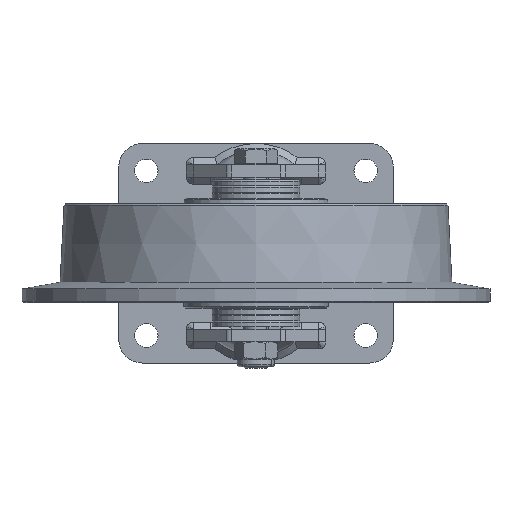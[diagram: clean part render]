
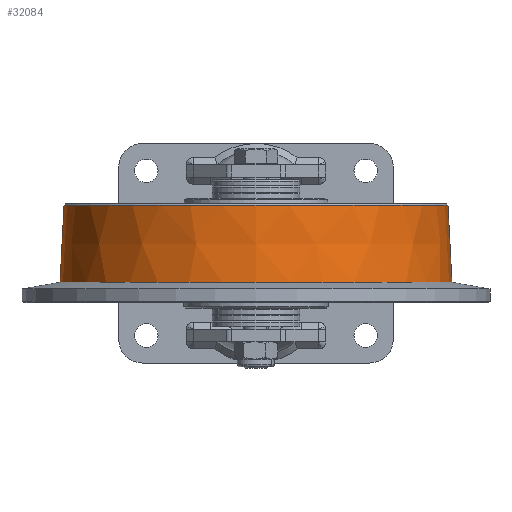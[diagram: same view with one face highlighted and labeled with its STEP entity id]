
A CAD part, front view. The second image highlights one B-rep face of the part: STEP entity #32084.
In plain terms, the highlighted conical face has half-angle 3 degrees and reference radius 125 mm.
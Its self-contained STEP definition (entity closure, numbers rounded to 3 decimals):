
#141 = AXIS2_PLACEMENT_3D ( 'NONE', #8785, #12204, #22632 ) ;
#4502 = DIRECTION ( 'NONE',  ( 0., 0., -1. ) ) ;
#7169 = CARTESIAN_POINT ( 'NONE',  ( 125., -180., -18.5 ) ) ;
#8350 = EDGE_CURVE ( 'NONE', #8896, #13801, #12197, .T. ) ;
#8785 = CARTESIAN_POINT ( 'NONE',  ( 0., -180., -18.5 ) ) ;
#8896 = VERTEX_POINT ( 'NONE', #31453 ) ;
#9579 = ORIENTED_EDGE ( 'NONE', *, *, #19676, .T. ) ;
#11351 = DIRECTION ( 'NONE',  ( -0.052, 0., -0.999 ) ) ;
#11390 = ORIENTED_EDGE ( 'NONE', *, *, #13935, .F. ) ;
#11428 = CIRCLE ( 'NONE', #28272, 122.432 ) ;
#12197 = LINE ( 'NONE', #7169, #20791 ) ;
#12204 = DIRECTION ( 'NONE',  ( 0., 0., -1. ) ) ;
#13147 = CIRCLE ( 'NONE', #22827, 125. ) ;
#13801 = VERTEX_POINT ( 'NONE', #14249 ) ;
#13935 = EDGE_CURVE ( 'NONE', #13801, #42906, #13147, .T. ) ;
#14249 = CARTESIAN_POINT ( 'NONE',  ( 125., -180., -18.5 ) ) ;
#14569 = VERTEX_POINT ( 'NONE', #44219 ) ;
#15537 = VECTOR ( 'NONE', #11351, 1000. ) ;
#15964 = ORIENTED_EDGE ( 'NONE', *, *, #28397, .T. ) ;
#18002 = CARTESIAN_POINT ( 'NONE',  ( -125., -180., -18.5 ) ) ;
#18544 = DIRECTION ( 'NONE',  ( -1., 0., 0. ) ) ;
#19081 = FACE_OUTER_BOUND ( 'NONE', #22331, .T. ) ;
#19314 = ORIENTED_EDGE ( 'NONE', *, *, #8350, .F. ) ;
#19676 = EDGE_CURVE ( 'NONE', #8896, #14569, #11428, .T. ) ;
#20791 = VECTOR ( 'NONE', #38605, 1000. ) ;
#21975 = DIRECTION ( 'NONE',  ( 0., 0., -1. ) ) ;
#22331 = EDGE_LOOP ( 'NONE', ( #19314, #9579, #15964, #11390 ) ) ;
#22632 = DIRECTION ( 'NONE',  ( -1., 0., 0. ) ) ;
#22827 = AXIS2_PLACEMENT_3D ( 'NONE', #41902, #21975, #18544 ) ;
#25122 = DIRECTION ( 'NONE',  ( 1., 0., 0. ) ) ;
#25276 = CARTESIAN_POINT ( 'NONE',  ( 0., -180., 30.501 ) ) ;
#28052 = CARTESIAN_POINT ( 'NONE',  ( -125., -180., -18.5 ) ) ;
#28272 = AXIS2_PLACEMENT_3D ( 'NONE', #25276, #4502, #25122 ) ;
#28397 = EDGE_CURVE ( 'NONE', #14569, #42906, #42123, .T. ) ;
#31453 = CARTESIAN_POINT ( 'NONE',  ( 122.432, -180., 30.501 ) ) ;
#32084 = ADVANCED_FACE ( 'NONE', ( #19081 ), #36151, .T. ) ;
#36151 = CONICAL_SURFACE ( 'NONE', #141, 125., 0.052 ) ;
#38605 = DIRECTION ( 'NONE',  ( 0.052, 0., -0.999 ) ) ;
#41902 = CARTESIAN_POINT ( 'NONE',  ( 0., -180., -18.5 ) ) ;
#42123 = LINE ( 'NONE', #28052, #15537 ) ;
#42906 = VERTEX_POINT ( 'NONE', #18002 ) ;
#44219 = CARTESIAN_POINT ( 'NONE',  ( -122.432, -180., 30.501 ) ) ;
